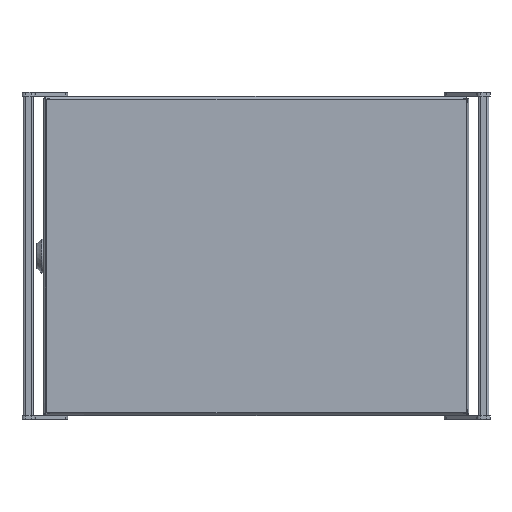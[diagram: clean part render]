
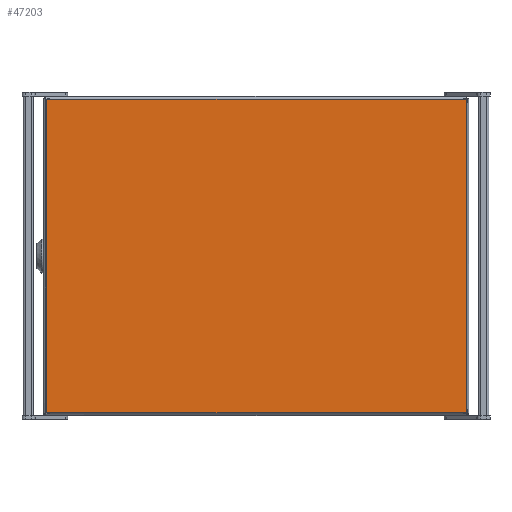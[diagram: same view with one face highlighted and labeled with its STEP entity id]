
A CAD part, top view. The second image highlights one B-rep face of the part: STEP entity #47203.
In plain terms, the highlighted planar face has unit normal (0, 0, 1).
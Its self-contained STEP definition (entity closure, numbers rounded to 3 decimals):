
#839 = CIRCLE ( 'NONE', #2580, 2. ) ;
#1702 = LINE ( 'NONE', #19354, #1714 ) ;
#1714 = VECTOR ( 'NONE', #19391, 1000. ) ;
#1746 = CIRCLE ( 'NONE', #25377, 2. ) ;
#1924 = ORIENTED_EDGE ( 'NONE', *, *, #33512, .T. ) ;
#2580 = AXIS2_PLACEMENT_3D ( 'NONE', #36705, #36579, #36706 ) ;
#2856 = LINE ( 'NONE', #36165, #2858 ) ;
#2858 = VECTOR ( 'NONE', #35445, 1000. ) ;
#3090 = LINE ( 'NONE', #29075, #3103 ) ;
#3103 = VECTOR ( 'NONE', #29081, 1000. ) ;
#3149 = CIRCLE ( 'NONE', #20293, 2. ) ;
#4483 = LINE ( 'NONE', #31176, #4487 ) ;
#4487 = VECTOR ( 'NONE', #31152, 1000. ) ;
#4671 = CIRCLE ( 'NONE', #20698, 2. ) ;
#9199 = CARTESIAN_POINT ( 'NONE',  ( -197.5, 147.5, 0. ) ) ;
#9200 = PLANE ( 'NONE',  #35276 ) ;
#9202 = DIRECTION ( 'NONE',  ( 0., 0., -1. ) ) ;
#9203 = DIRECTION ( 'NONE',  ( -1., 0., 0. ) ) ;
#12069 = FACE_OUTER_BOUND ( 'NONE', #38739, .T. ) ;
#18503 = CARTESIAN_POINT ( 'NONE',  ( 195.5, -145.5, 0. ) ) ;
#18509 = DIRECTION ( 'NONE',  ( -1., 0., 0. ) ) ;
#18537 = DIRECTION ( 'NONE',  ( 0., 0., 1. ) ) ;
#19354 = CARTESIAN_POINT ( 'NONE',  ( -197.5, -147.5, 0. ) ) ;
#19391 = DIRECTION ( 'NONE',  ( 0., -1., 0. ) ) ;
#19626 = DIRECTION ( 'NONE',  ( 0., 0., 1. ) ) ;
#19631 = DIRECTION ( 'NONE',  ( -1., 0., 0. ) ) ;
#19637 = CARTESIAN_POINT ( 'NONE',  ( -195.5, -145.5, 0. ) ) ;
#20293 = AXIS2_PLACEMENT_3D ( 'NONE', #18503, #18537, #18509 ) ;
#20697 = CARTESIAN_POINT ( 'NONE',  ( -195.5, 147.5, 0. ) ) ;
#20698 = AXIS2_PLACEMENT_3D ( 'NONE', #31292, #31054, #31413 ) ;
#20829 = CARTESIAN_POINT ( 'NONE',  ( 197.5, 145.5, 0. ) ) ;
#20944 = CARTESIAN_POINT ( 'NONE',  ( -195.5, -147.5, 0. ) ) ;
#21107 = CARTESIAN_POINT ( 'NONE',  ( 195.5, 147.5, 0. ) ) ;
#21139 = CARTESIAN_POINT ( 'NONE',  ( -197.5, -145.5, 0. ) ) ;
#21211 = CARTESIAN_POINT ( 'NONE',  ( 195.5, -147.5, 0. ) ) ;
#25377 = AXIS2_PLACEMENT_3D ( 'NONE', #19637, #19626, #19631 ) ;
#27179 = ORIENTED_EDGE ( 'NONE', *, *, #34112, .T. ) ;
#27204 = ORIENTED_EDGE ( 'NONE', *, *, #34127, .T. ) ;
#29075 = CARTESIAN_POINT ( 'NONE',  ( 197.5, -147.5, 0. ) ) ;
#29081 = DIRECTION ( 'NONE',  ( 0., 1., 0. ) ) ;
#29864 = VERTEX_POINT ( 'NONE', #37135 ) ;
#29922 = VERTEX_POINT ( 'NONE', #37417 ) ;
#30693 = ORIENTED_EDGE ( 'NONE', *, *, #33166, .T. ) ;
#30702 = ORIENTED_EDGE ( 'NONE', *, *, #33005, .T. ) ;
#30831 = ORIENTED_EDGE ( 'NONE', *, *, #33474, .T. ) ;
#30875 = ORIENTED_EDGE ( 'NONE', *, *, #33190, .T. ) ;
#30931 = ORIENTED_EDGE ( 'NONE', *, *, #33643, .T. ) ;
#31054 = DIRECTION ( 'NONE',  ( 0., 0., 1. ) ) ;
#31152 = DIRECTION ( 'NONE',  ( -1., 0., 0. ) ) ;
#31176 = CARTESIAN_POINT ( 'NONE',  ( -197.5, 147.5, 0. ) ) ;
#31292 = CARTESIAN_POINT ( 'NONE',  ( -195.5, 145.5, 0. ) ) ;
#31413 = DIRECTION ( 'NONE',  ( -1., 0., 0. ) ) ;
#33005 = EDGE_CURVE ( 'NONE', #38186, #38104, #2856, .T. ) ;
#33166 = EDGE_CURVE ( 'NONE', #29864, #37963, #3090, .T. ) ;
#33190 = EDGE_CURVE ( 'NONE', #38104, #29864, #3149, .T. ) ;
#33474 = EDGE_CURVE ( 'NONE', #38156, #37986, #4483, .T. ) ;
#33512 = EDGE_CURVE ( 'NONE', #37986, #29922, #4671, .T. ) ;
#33643 = EDGE_CURVE ( 'NONE', #37963, #38156, #839, .T. ) ;
#34112 = EDGE_CURVE ( 'NONE', #29922, #38089, #1702, .T. ) ;
#34127 = EDGE_CURVE ( 'NONE', #38089, #38186, #1746, .T. ) ;
#35276 = AXIS2_PLACEMENT_3D ( 'NONE', #9199, #9202, #9203 ) ;
#35445 = DIRECTION ( 'NONE',  ( 1., 0., 0. ) ) ;
#36165 = CARTESIAN_POINT ( 'NONE',  ( -197.5, -147.5, 0. ) ) ;
#36579 = DIRECTION ( 'NONE',  ( 0., 0., 1. ) ) ;
#36705 = CARTESIAN_POINT ( 'NONE',  ( 195.5, 145.5, 0. ) ) ;
#36706 = DIRECTION ( 'NONE',  ( -1., 0., 0. ) ) ;
#37135 = CARTESIAN_POINT ( 'NONE',  ( 197.5, -145.5, 0. ) ) ;
#37417 = CARTESIAN_POINT ( 'NONE',  ( -197.5, 145.5, 0. ) ) ;
#37963 = VERTEX_POINT ( 'NONE', #20829 ) ;
#37986 = VERTEX_POINT ( 'NONE', #20697 ) ;
#38089 = VERTEX_POINT ( 'NONE', #21139 ) ;
#38104 = VERTEX_POINT ( 'NONE', #21211 ) ;
#38156 = VERTEX_POINT ( 'NONE', #21107 ) ;
#38186 = VERTEX_POINT ( 'NONE', #20944 ) ;
#38739 = EDGE_LOOP ( 'NONE', ( #27179, #27204, #30702, #30875, #30693, #30931, #30831, #1924 ) ) ;
#47203 = ADVANCED_FACE ( 'NONE', ( #12069 ), #9200, .F. ) ;
